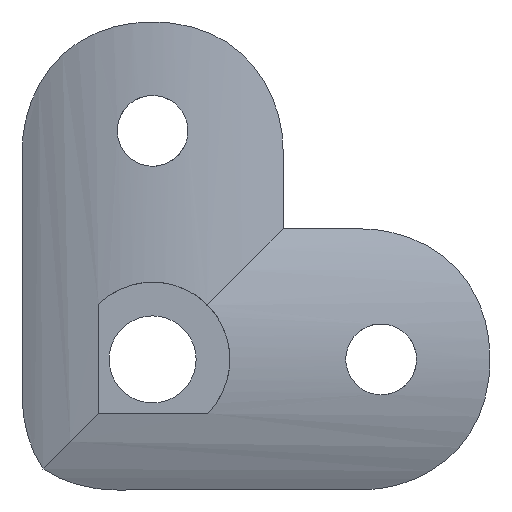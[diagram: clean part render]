
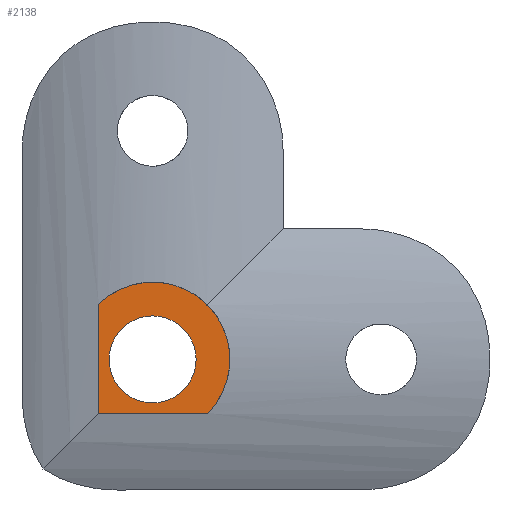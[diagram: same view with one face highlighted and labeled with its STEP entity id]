
A CAD part, front view. The second image highlights one B-rep face of the part: STEP entity #2138.
In plain terms, the highlighted planar face has unit normal (0, -1, 0).
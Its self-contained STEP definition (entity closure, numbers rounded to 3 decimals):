
#181 = CARTESIAN_POINT ( 'NONE',  ( -4.965, 0.5, -24.819 ) ) ;
#314 = EDGE_CURVE ( 'NONE', #4258, #7222, #7556, .T. ) ;
#584 = CARTESIAN_POINT ( 'NONE',  ( 4.965, 0.5, 4.965 ) ) ;
#1008 = ORIENTED_EDGE ( 'NONE', *, *, #8328, .T. ) ;
#1239 = EDGE_CURVE ( 'NONE', #7222, #4258, #4609, .T. ) ;
#1346 = CARTESIAN_POINT ( 'NONE',  ( 4.965, 0.5, 5.075 ) ) ;
#1354 = CARTESIAN_POINT ( 'NONE',  ( 5.075, 0.5, -4.965 ) ) ;
#1398 = CARTESIAN_POINT ( 'NONE',  ( -4.965, 0.5, -4.965 ) ) ;
#1519 = CARTESIAN_POINT ( 'NONE',  ( -4.965, 0.5, 5.075 ) ) ;
#1814 = CARTESIAN_POINT ( 'NONE',  ( 0., 0.5, -4.965 ) ) ;
#1947 = LINE ( 'NONE', #10528, #3080 ) ;
#2131 = CARTESIAN_POINT ( 'NONE',  ( 0., 0.5, 0. ) ) ;
#2138 = ADVANCED_FACE ( 'NONE', ( #3359, #7812 ), #8921, .T. ) ;
#2335 = EDGE_LOOP ( 'NONE', ( #1008, #2979, #5526, #3411, #8019, #5410 ) ) ;
#2503 = CARTESIAN_POINT ( 'NONE',  ( 0., 0.5, 0. ) ) ;
#2979 = ORIENTED_EDGE ( 'NONE', *, *, #4471, .F. ) ;
#3080 = VECTOR ( 'NONE', #8888, 1000. ) ;
#3359 = FACE_BOUND ( 'NONE', #11203, .T. ) ;
#3411 = ORIENTED_EDGE ( 'NONE', *, *, #8777, .F. ) ;
#3617 = AXIS2_PLACEMENT_3D ( 'NONE', #2503, #8760, #4354 ) ;
#3833 = DIRECTION ( 'NONE',  ( 0., 0., -1. ) ) ;
#4258 = VERTEX_POINT ( 'NONE', #5772 ) ;
#4318 = DIRECTION ( 'NONE',  ( 0., -1., 0. ) ) ;
#4354 = DIRECTION ( 'NONE',  ( 0., 0., -1. ) ) ;
#4366 = VERTEX_POINT ( 'NONE', #9425 ) ;
#4465 = VECTOR ( 'NONE', #9929, 1000. ) ;
#4471 = EDGE_CURVE ( 'NONE', #5946, #7894, #10133, .T. ) ;
#4609 = CIRCLE ( 'NONE', #11107, 4. ) ;
#5232 = DIRECTION ( 'NONE',  ( 0., 0., -1. ) ) ;
#5410 = ORIENTED_EDGE ( 'NONE', *, *, #10510, .T. ) ;
#5476 = DIRECTION ( 'NONE',  ( 0., 0., -1. ) ) ;
#5526 = ORIENTED_EDGE ( 'NONE', *, *, #7169, .T. ) ;
#5772 = CARTESIAN_POINT ( 'NONE',  ( 0., 0.5, -4. ) ) ;
#5913 = AXIS2_PLACEMENT_3D ( 'NONE', #2131, #9190, #7457 ) ;
#5946 = VERTEX_POINT ( 'NONE', #1346 ) ;
#5994 = VECTOR ( 'NONE', #5476, 1000. ) ;
#6993 = AXIS2_PLACEMENT_3D ( 'NONE', #8275, #9302, #3833 ) ;
#7006 = VECTOR ( 'NONE', #8121, 1000. ) ;
#7169 = EDGE_CURVE ( 'NONE', #5946, #9931, #10874, .T. ) ;
#7222 = VERTEX_POINT ( 'NONE', #9662 ) ;
#7271 = AXIS2_PLACEMENT_3D ( 'NONE', #8072, #9814, #7995 ) ;
#7457 = DIRECTION ( 'NONE',  ( 0., 0., -1. ) ) ;
#7556 = CIRCLE ( 'NONE', #5913, 4. ) ;
#7812 = FACE_OUTER_BOUND ( 'NONE', #2335, .T. ) ;
#7894 = VERTEX_POINT ( 'NONE', #584 ) ;
#7995 = DIRECTION ( 'NONE',  ( 0., 0., -1. ) ) ;
#8019 = ORIENTED_EDGE ( 'NONE', *, *, #11528, .T. ) ;
#8072 = CARTESIAN_POINT ( 'NONE',  ( 0., 0.5, 4. ) ) ;
#8121 = DIRECTION ( 'NONE',  ( 0., 0., 1. ) ) ;
#8275 = CARTESIAN_POINT ( 'NONE',  ( 0., 0.5, 0. ) ) ;
#8328 = EDGE_CURVE ( 'NONE', #4366, #7894, #1947, .T. ) ;
#8486 = CIRCLE ( 'NONE', #6993, 7.1 ) ;
#8760 = DIRECTION ( 'NONE',  ( 0., -1., 0. ) ) ;
#8777 = EDGE_CURVE ( 'NONE', #10639, #9931, #9356, .T. ) ;
#8888 = DIRECTION ( 'NONE',  ( -1., 0., 0. ) ) ;
#8921 = PLANE ( 'NONE',  #7271 ) ;
#9190 = DIRECTION ( 'NONE',  ( 0., -1., 0. ) ) ;
#9197 = LINE ( 'NONE', #1814, #4465 ) ;
#9302 = DIRECTION ( 'NONE',  ( 0., -1., 0. ) ) ;
#9356 = LINE ( 'NONE', #181, #7006 ) ;
#9425 = CARTESIAN_POINT ( 'NONE',  ( 5.075, 0.5, 4.965 ) ) ;
#9662 = CARTESIAN_POINT ( 'NONE',  ( 0., 0.5, 4. ) ) ;
#9710 = ORIENTED_EDGE ( 'NONE', *, *, #314, .F. ) ;
#9814 = DIRECTION ( 'NONE',  ( 0., -1., 0. ) ) ;
#9929 = DIRECTION ( 'NONE',  ( 1., 0., 0. ) ) ;
#9931 = VERTEX_POINT ( 'NONE', #1519 ) ;
#9973 = VERTEX_POINT ( 'NONE', #1354 ) ;
#10008 = CARTESIAN_POINT ( 'NONE',  ( 4.965, 0.5, -24.819 ) ) ;
#10133 = LINE ( 'NONE', #10008, #5994 ) ;
#10510 = EDGE_CURVE ( 'NONE', #9973, #4366, #8486, .T. ) ;
#10528 = CARTESIAN_POINT ( 'NONE',  ( 0., 0.5, 4.965 ) ) ;
#10614 = CARTESIAN_POINT ( 'NONE',  ( 0., 0.5, 0. ) ) ;
#10639 = VERTEX_POINT ( 'NONE', #1398 ) ;
#10867 = ORIENTED_EDGE ( 'NONE', *, *, #1239, .F. ) ;
#10874 = CIRCLE ( 'NONE', #3617, 7.1 ) ;
#11107 = AXIS2_PLACEMENT_3D ( 'NONE', #10614, #4318, #5232 ) ;
#11203 = EDGE_LOOP ( 'NONE', ( #9710, #10867 ) ) ;
#11528 = EDGE_CURVE ( 'NONE', #10639, #9973, #9197, .T. ) ;
